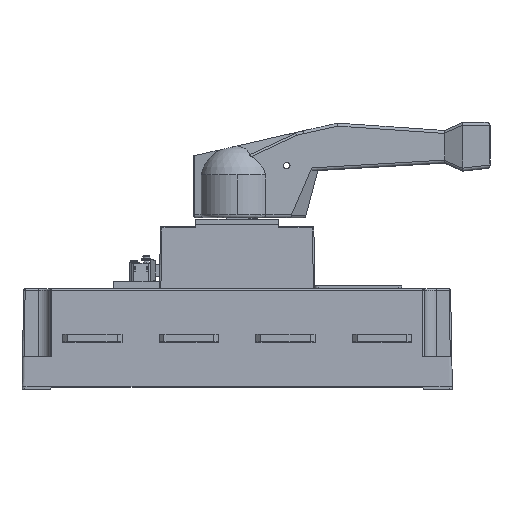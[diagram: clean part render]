
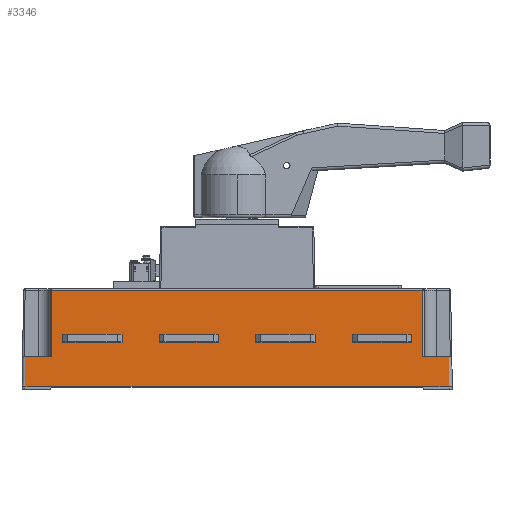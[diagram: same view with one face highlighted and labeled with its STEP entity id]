
A CAD part, top view. The second image highlights one B-rep face of the part: STEP entity #3346.
In plain terms, the highlighted planar face has unit normal (0, 0.018, 1).
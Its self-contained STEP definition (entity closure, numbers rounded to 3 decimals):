
#727 = LINE ( 'NONE', #39771, #12919 ) ;
#961 = EDGE_CURVE ( 'NONE', #11122, #13232, #23655, .T. ) ;
#1312 = EDGE_CURVE ( 'NONE', #30249, #20389, #22909, .T. ) ;
#1974 = DIRECTION ( 'NONE',  ( 0., -1., 0.017 ) ) ;
#1993 = CARTESIAN_POINT ( 'NONE',  ( 125.75, 1.5, 80.35 ) ) ;
#2010 = VERTEX_POINT ( 'NONE', #46062 ) ;
#2384 = DIRECTION ( 'NONE',  ( 0., -1., 0.017 ) ) ;
#3245 = EDGE_CURVE ( 'NONE', #37457, #18691, #37878, .T. ) ;
#3346 = ADVANCED_FACE ( 'NONE', ( #9066 ), #19989, .T. ) ;
#4150 = CARTESIAN_POINT ( 'NONE',  ( -145.25, 21.8, 79.996 ) ) ;
#5582 = CARTESIAN_POINT ( 'NONE',  ( 125.293, 1.5, 80.35 ) ) ;
#5828 = EDGE_CURVE ( 'NONE', #31074, #27619, #13157, .T. ) ;
#6359 = AXIS2_PLACEMENT_3D ( 'NONE', #38111, #23563, #2384 ) ;
#6990 = EDGE_CURVE ( 'NONE', #11122, #29967, #36748, .T. ) ;
#7451 = LINE ( 'NONE', #39821, #35355 ) ;
#9066 = FACE_OUTER_BOUND ( 'NONE', #13369, .T. ) ;
#9115 = CARTESIAN_POINT ( 'NONE',  ( -125.293, 1.5, 80.35 ) ) ;
#11122 = VERTEX_POINT ( 'NONE', #33436 ) ;
#11478 = CARTESIAN_POINT ( 'NONE',  ( -145.25, 21.8, 79.996 ) ) ;
#11720 = DIRECTION ( 'NONE',  ( 1., 0., 0. ) ) ;
#11791 = CARTESIAN_POINT ( 'NONE',  ( 143.25, 1.5, 80.35 ) ) ;
#11942 = VECTOR ( 'NONE', #37165, 1000. ) ;
#12575 = EDGE_CURVE ( 'NONE', #2010, #29967, #7451, .T. ) ;
#12627 = ORIENTED_EDGE ( 'NONE', *, *, #27925, .T. ) ;
#12919 = VECTOR ( 'NONE', #15222, 1000. ) ;
#13157 = LINE ( 'NONE', #19605, #41385 ) ;
#13232 = VERTEX_POINT ( 'NONE', #43051 ) ;
#13369 = EDGE_LOOP ( 'NONE', ( #38785, #27950, #12627, #25178, #45805, #26151, #31596, #26418, #41645, #34716, #43783, #14741 ) ) ;
#13627 = VECTOR ( 'NONE', #1974, 1000. ) ;
#14385 = CARTESIAN_POINT ( 'NONE',  ( -125.293, 66.817, 79.21 ) ) ;
#14614 = CARTESIAN_POINT ( 'NONE',  ( 142.896, 21.8, 79.996 ) ) ;
#14741 = ORIENTED_EDGE ( 'NONE', *, *, #12575, .T. ) ;
#15222 = DIRECTION ( 'NONE',  ( -0.017, -1., 0.017 ) ) ;
#15433 = LINE ( 'NONE', #32839, #17731 ) ;
#15765 = DIRECTION ( 'NONE',  ( 1., 0., 0. ) ) ;
#16024 = CARTESIAN_POINT ( 'NONE',  ( -145.25, 1.5, 80.35 ) ) ;
#16639 = VERTEX_POINT ( 'NONE', #29334 ) ;
#16728 = DIRECTION ( 'NONE',  ( 1., 0., 0. ) ) ;
#17205 = VECTOR ( 'NONE', #19811, 1000. ) ;
#17731 = VECTOR ( 'NONE', #47137, 1000. ) ;
#18367 = CARTESIAN_POINT ( 'NONE',  ( -145.25, 66.817, 79.21 ) ) ;
#18691 = VERTEX_POINT ( 'NONE', #27527 ) ;
#19605 = CARTESIAN_POINT ( 'NONE',  ( 145.25, 1.5, 80.35 ) ) ;
#19811 = DIRECTION ( 'NONE',  ( 1., 0., 0. ) ) ;
#19989 = PLANE ( 'NONE',  #6359 ) ;
#20047 = LINE ( 'NONE', #16024, #17205 ) ;
#20389 = VERTEX_POINT ( 'NONE', #41504 ) ;
#21698 = CARTESIAN_POINT ( 'NONE',  ( 145.25, 1.5, 80.35 ) ) ;
#22623 = LINE ( 'NONE', #21698, #11942 ) ;
#22909 = LINE ( 'NONE', #30515, #34509 ) ;
#23071 = VECTOR ( 'NONE', #11720, 1000. ) ;
#23225 = VECTOR ( 'NONE', #29590, 1000. ) ;
#23563 = DIRECTION ( 'NONE',  ( 0., 0.017, 1. ) ) ;
#23655 = LINE ( 'NONE', #5582, #37318 ) ;
#24936 = EDGE_CURVE ( 'NONE', #35631, #18691, #26733, .T. ) ;
#25178 = ORIENTED_EDGE ( 'NONE', *, *, #24936, .T. ) ;
#26151 = ORIENTED_EDGE ( 'NONE', *, *, #40103, .T. ) ;
#26418 = ORIENTED_EDGE ( 'NONE', *, *, #32988, .T. ) ;
#26733 = LINE ( 'NONE', #9115, #13627 ) ;
#27016 = DIRECTION ( 'NONE',  ( 0., 1., -0.017 ) ) ;
#27527 = CARTESIAN_POINT ( 'NONE',  ( -125.293, 21.8, 79.996 ) ) ;
#27619 = VERTEX_POINT ( 'NONE', #11791 ) ;
#27925 = EDGE_CURVE ( 'NONE', #13232, #35631, #43624, .T. ) ;
#27950 = ORIENTED_EDGE ( 'NONE', *, *, #961, .T. ) ;
#29160 = EDGE_CURVE ( 'NONE', #16639, #31074, #15433, .T. ) ;
#29334 = CARTESIAN_POINT ( 'NONE',  ( -125.75, 1.5, 80.35 ) ) ;
#29590 = DIRECTION ( 'NONE',  ( 1., 0., 0. ) ) ;
#29967 = VERTEX_POINT ( 'NONE', #14614 ) ;
#30249 = VERTEX_POINT ( 'NONE', #42910 ) ;
#30515 = CARTESIAN_POINT ( 'NONE',  ( -145.25, 1.5, 80.35 ) ) ;
#31074 = VERTEX_POINT ( 'NONE', #1993 ) ;
#31596 = ORIENTED_EDGE ( 'NONE', *, *, #1312, .T. ) ;
#32085 = VECTOR ( 'NONE', #32911, 1000. ) ;
#32839 = CARTESIAN_POINT ( 'NONE',  ( -145.25, 1.5, 80.35 ) ) ;
#32911 = DIRECTION ( 'NONE',  ( -1., 0., 0. ) ) ;
#32988 = EDGE_CURVE ( 'NONE', #20389, #16639, #20047, .T. ) ;
#33256 = EDGE_CURVE ( 'NONE', #27619, #2010, #22623, .T. ) ;
#33436 = CARTESIAN_POINT ( 'NONE',  ( 125.293, 21.8, 79.996 ) ) ;
#34509 = VECTOR ( 'NONE', #15765, 1000. ) ;
#34566 = CARTESIAN_POINT ( 'NONE',  ( -142.896, 21.8, 79.996 ) ) ;
#34716 = ORIENTED_EDGE ( 'NONE', *, *, #5828, .T. ) ;
#35355 = VECTOR ( 'NONE', #46505, 1000. ) ;
#35631 = VERTEX_POINT ( 'NONE', #14385 ) ;
#36748 = LINE ( 'NONE', #4150, #23225 ) ;
#37165 = DIRECTION ( 'NONE',  ( 1., 0., 0. ) ) ;
#37318 = VECTOR ( 'NONE', #27016, 1000. ) ;
#37457 = VERTEX_POINT ( 'NONE', #34566 ) ;
#37878 = LINE ( 'NONE', #11478, #23071 ) ;
#38111 = CARTESIAN_POINT ( 'NONE',  ( -145.25, 1.5, 80.35 ) ) ;
#38785 = ORIENTED_EDGE ( 'NONE', *, *, #6990, .F. ) ;
#39771 = CARTESIAN_POINT ( 'NONE',  ( -143.251, 1.465, 80.351 ) ) ;
#39821 = CARTESIAN_POINT ( 'NONE',  ( 143.162, 6.533, 80.262 ) ) ;
#40103 = EDGE_CURVE ( 'NONE', #37457, #30249, #727, .T. ) ;
#41385 = VECTOR ( 'NONE', #16728, 1000. ) ;
#41504 = CARTESIAN_POINT ( 'NONE',  ( -143.25, 1.5, 80.35 ) ) ;
#41645 = ORIENTED_EDGE ( 'NONE', *, *, #29160, .T. ) ;
#42910 = CARTESIAN_POINT ( 'NONE',  ( -143.25, 1.5, 80.35 ) ) ;
#43051 = CARTESIAN_POINT ( 'NONE',  ( 125.293, 66.817, 79.21 ) ) ;
#43624 = LINE ( 'NONE', #18367, #32085 ) ;
#43783 = ORIENTED_EDGE ( 'NONE', *, *, #33256, .T. ) ;
#45805 = ORIENTED_EDGE ( 'NONE', *, *, #3245, .F. ) ;
#46062 = CARTESIAN_POINT ( 'NONE',  ( 143.25, 1.5, 80.35 ) ) ;
#46505 = DIRECTION ( 'NONE',  ( -0.017, 1., -0.017 ) ) ;
#47137 = DIRECTION ( 'NONE',  ( 1., 0., 0. ) ) ;
